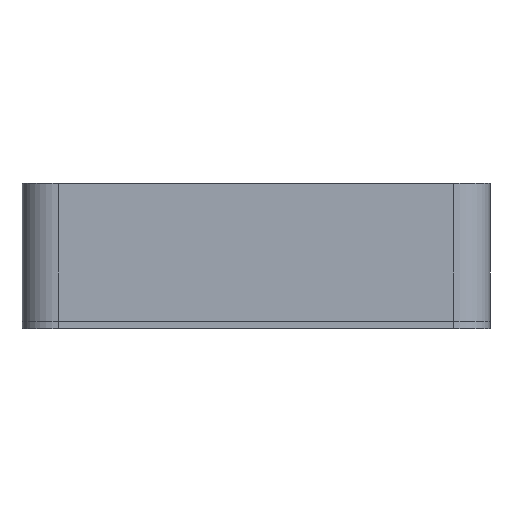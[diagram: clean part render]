
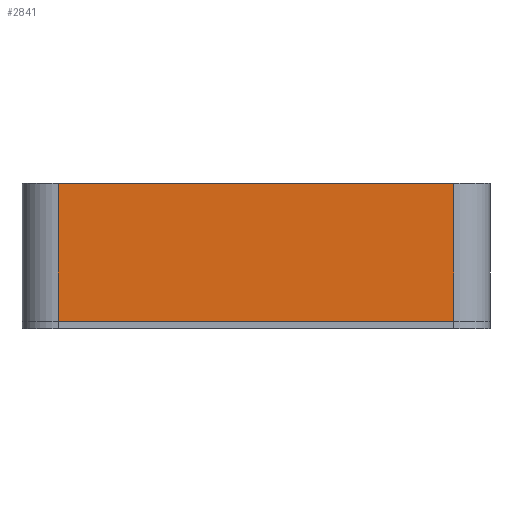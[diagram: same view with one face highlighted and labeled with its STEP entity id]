
A CAD part, left-side view. The second image highlights one B-rep face of the part: STEP entity #2841.
In plain terms, the highlighted planar face has unit normal (-1, 0, 0).
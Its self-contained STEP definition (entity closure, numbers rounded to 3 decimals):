
#287 = PLANE('',#288);
#288 = AXIS2_PLACEMENT_3D('',#289,#290,#291);
#289 = CARTESIAN_POINT('',(0.008,0.,20.));
#290 = DIRECTION('',(-0.,-0.,-1.));
#291 = DIRECTION('',(-1.,0.,0.));
#492 = CYLINDRICAL_SURFACE('',#493,5.);
#493 = AXIS2_PLACEMENT_3D('',#494,#495,#496);
#494 = CARTESIAN_POINT('',(-20.992,-27.25,1.));
#495 = DIRECTION('',(0.,0.,1.));
#496 = DIRECTION('',(-1.,0.,0.));
#939 = CYLINDRICAL_SURFACE('',#940,5.);
#940 = AXIS2_PLACEMENT_3D('',#941,#942,#943);
#941 = CARTESIAN_POINT('',(-20.992,27.25,1.));
#942 = DIRECTION('',(0.,0.,1.));
#943 = DIRECTION('',(0.,1.,0.));
#1243 = VERTEX_POINT('',#1244);
#1244 = CARTESIAN_POINT('',(-25.992,-27.25,20.));
#1270 = EDGE_CURVE('',#1243,#1271,#1273,.T.);
#1271 = VERTEX_POINT('',#1272);
#1272 = CARTESIAN_POINT('',(-25.992,27.25,20.));
#1273 = SURFACE_CURVE('',#1274,(#1278,#1285),.PCURVE_S1.);
#1274 = LINE('',#1275,#1276);
#1275 = CARTESIAN_POINT('',(-25.992,-32.25,20.));
#1276 = VECTOR('',#1277,1.);
#1277 = DIRECTION('',(0.,1.,0.));
#1278 = PCURVE('',#287,#1279);
#1279 = DEFINITIONAL_REPRESENTATION('',(#1280),#1284);
#1280 = LINE('',#1281,#1282);
#1281 = CARTESIAN_POINT('',(26.,-32.25));
#1282 = VECTOR('',#1283,1.);
#1283 = DIRECTION('',(0.,1.));
#1284 = ( GEOMETRIC_REPRESENTATION_CONTEXT(2) 
PARAMETRIC_REPRESENTATION_CONTEXT() REPRESENTATION_CONTEXT('2D SPACE',''
  ) );
#1285 = PCURVE('',#1286,#1291);
#1286 = PLANE('',#1287);
#1287 = AXIS2_PLACEMENT_3D('',#1288,#1289,#1290);
#1288 = CARTESIAN_POINT('',(-25.992,-32.25,1.));
#1289 = DIRECTION('',(-1.,0.,0.));
#1290 = DIRECTION('',(0.,1.,0.));
#1291 = DEFINITIONAL_REPRESENTATION('',(#1292),#1296);
#1292 = LINE('',#1293,#1294);
#1293 = CARTESIAN_POINT('',(0.,-19.));
#1294 = VECTOR('',#1295,1.);
#1295 = DIRECTION('',(1.,0.));
#1296 = ( GEOMETRIC_REPRESENTATION_CONTEXT(2) 
PARAMETRIC_REPRESENTATION_CONTEXT() REPRESENTATION_CONTEXT('2D SPACE',''
  ) );
#1630 = VERTEX_POINT('',#1631);
#1631 = CARTESIAN_POINT('',(-25.992,-27.25,1.));
#1646 = PLANE('',#1647);
#1647 = AXIS2_PLACEMENT_3D('',#1648,#1649,#1650);
#1648 = CARTESIAN_POINT('',(0.,0.,1.));
#1649 = DIRECTION('',(-0.,-0.,-1.));
#1650 = DIRECTION('',(-1.,0.,0.));
#1664 = EDGE_CURVE('',#1630,#1243,#1665,.T.);
#1665 = SURFACE_CURVE('',#1666,(#1670,#1677),.PCURVE_S1.);
#1666 = LINE('',#1667,#1668);
#1667 = CARTESIAN_POINT('',(-25.992,-27.25,1.));
#1668 = VECTOR('',#1669,1.);
#1669 = DIRECTION('',(0.,0.,1.));
#1670 = PCURVE('',#492,#1671);
#1671 = DEFINITIONAL_REPRESENTATION('',(#1672),#1676);
#1672 = LINE('',#1673,#1674);
#1673 = CARTESIAN_POINT('',(0.,0.));
#1674 = VECTOR('',#1675,1.);
#1675 = DIRECTION('',(0.,1.));
#1676 = ( GEOMETRIC_REPRESENTATION_CONTEXT(2) 
PARAMETRIC_REPRESENTATION_CONTEXT() REPRESENTATION_CONTEXT('2D SPACE',''
  ) );
#1677 = PCURVE('',#1286,#1678);
#1678 = DEFINITIONAL_REPRESENTATION('',(#1679),#1683);
#1679 = LINE('',#1680,#1681);
#1680 = CARTESIAN_POINT('',(5.,0.));
#1681 = VECTOR('',#1682,1.);
#1682 = DIRECTION('',(0.,-1.));
#1683 = ( GEOMETRIC_REPRESENTATION_CONTEXT(2) 
PARAMETRIC_REPRESENTATION_CONTEXT() REPRESENTATION_CONTEXT('2D SPACE',''
  ) );
#2581 = VERTEX_POINT('',#2582);
#2582 = CARTESIAN_POINT('',(-25.992,27.25,1.));
#2608 = EDGE_CURVE('',#2581,#1271,#2609,.T.);
#2609 = SURFACE_CURVE('',#2610,(#2614,#2621),.PCURVE_S1.);
#2610 = LINE('',#2611,#2612);
#2611 = CARTESIAN_POINT('',(-25.992,27.25,1.));
#2612 = VECTOR('',#2613,1.);
#2613 = DIRECTION('',(0.,0.,1.));
#2614 = PCURVE('',#939,#2615);
#2615 = DEFINITIONAL_REPRESENTATION('',(#2616),#2620);
#2616 = LINE('',#2617,#2618);
#2617 = CARTESIAN_POINT('',(1.571,0.));
#2618 = VECTOR('',#2619,1.);
#2619 = DIRECTION('',(0.,1.));
#2620 = ( GEOMETRIC_REPRESENTATION_CONTEXT(2) 
PARAMETRIC_REPRESENTATION_CONTEXT() REPRESENTATION_CONTEXT('2D SPACE',''
  ) );
#2621 = PCURVE('',#1286,#2622);
#2622 = DEFINITIONAL_REPRESENTATION('',(#2623),#2627);
#2623 = LINE('',#2624,#2625);
#2624 = CARTESIAN_POINT('',(59.5,0.));
#2625 = VECTOR('',#2626,1.);
#2626 = DIRECTION('',(0.,-1.));
#2627 = ( GEOMETRIC_REPRESENTATION_CONTEXT(2) 
PARAMETRIC_REPRESENTATION_CONTEXT() REPRESENTATION_CONTEXT('2D SPACE',''
  ) );
#2841 = ADVANCED_FACE('',(#2842),#1286,.T.);
#2842 = FACE_BOUND('',#2843,.T.);
#2843 = EDGE_LOOP('',(#2844,#2865,#2866,#2867));
#2844 = ORIENTED_EDGE('',*,*,#2845,.F.);
#2845 = EDGE_CURVE('',#1630,#2581,#2846,.T.);
#2846 = SURFACE_CURVE('',#2847,(#2851,#2858),.PCURVE_S1.);
#2847 = LINE('',#2848,#2849);
#2848 = CARTESIAN_POINT('',(-25.992,-32.25,1.));
#2849 = VECTOR('',#2850,1.);
#2850 = DIRECTION('',(0.,1.,0.));
#2851 = PCURVE('',#1286,#2852);
#2852 = DEFINITIONAL_REPRESENTATION('',(#2853),#2857);
#2853 = LINE('',#2854,#2855);
#2854 = CARTESIAN_POINT('',(0.,0.));
#2855 = VECTOR('',#2856,1.);
#2856 = DIRECTION('',(1.,0.));
#2857 = ( GEOMETRIC_REPRESENTATION_CONTEXT(2) 
PARAMETRIC_REPRESENTATION_CONTEXT() REPRESENTATION_CONTEXT('2D SPACE',''
  ) );
#2858 = PCURVE('',#1646,#2859);
#2859 = DEFINITIONAL_REPRESENTATION('',(#2860),#2864);
#2860 = LINE('',#2861,#2862);
#2861 = CARTESIAN_POINT('',(25.992,-32.25));
#2862 = VECTOR('',#2863,1.);
#2863 = DIRECTION('',(0.,1.));
#2864 = ( GEOMETRIC_REPRESENTATION_CONTEXT(2) 
PARAMETRIC_REPRESENTATION_CONTEXT() REPRESENTATION_CONTEXT('2D SPACE',''
  ) );
#2865 = ORIENTED_EDGE('',*,*,#1664,.T.);
#2866 = ORIENTED_EDGE('',*,*,#1270,.T.);
#2867 = ORIENTED_EDGE('',*,*,#2608,.F.);
